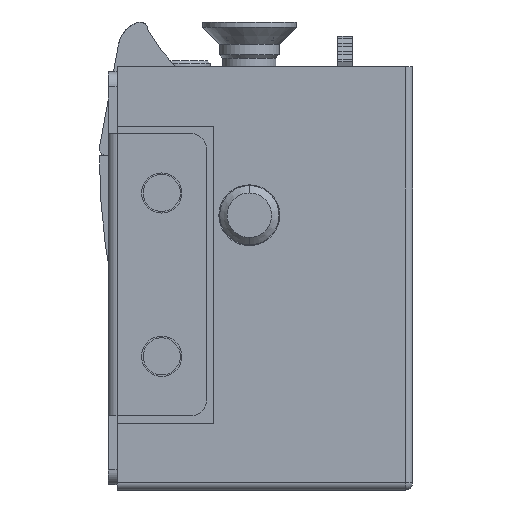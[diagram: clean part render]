
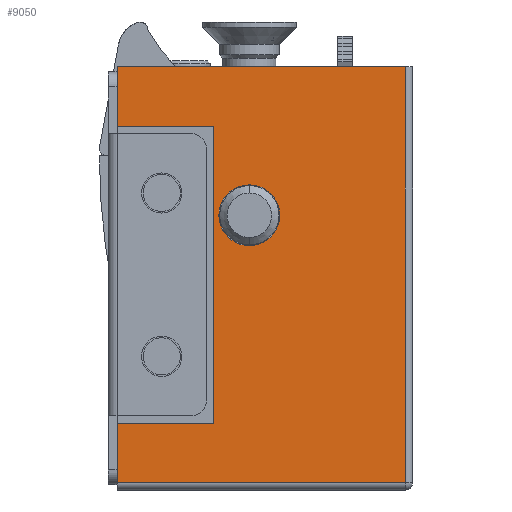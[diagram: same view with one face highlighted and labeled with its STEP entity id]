
A CAD part, front view. The second image highlights one B-rep face of the part: STEP entity #9050.
In plain terms, the highlighted planar face has unit normal (0, -1, 0).
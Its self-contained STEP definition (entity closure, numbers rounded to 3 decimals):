
#42 = LINE ( 'NONE', #11714, #5008 ) ;
#445 = DIRECTION ( 'NONE',  ( 0., 0., 1. ) ) ;
#489 = ORIENTED_EDGE ( 'NONE', *, *, #901, .F. ) ;
#509 = CARTESIAN_POINT ( 'NONE',  ( 0., 0., 24.5 ) ) ;
#596 = PLANE ( 'NONE',  #1330 ) ;
#643 = VECTOR ( 'NONE', #2564, 1000. ) ;
#901 = EDGE_CURVE ( 'NONE', #7902, #10773, #3647, .T. ) ;
#955 = VERTEX_POINT ( 'NONE', #4758 ) ;
#1004 = CARTESIAN_POINT ( 'NONE',  ( 0., 0., 24.5 ) ) ;
#1062 = DIRECTION ( 'NONE',  ( 1., 0., 0. ) ) ;
#1330 = AXIS2_PLACEMENT_3D ( 'NONE', #11370, #10181, #13454 ) ;
#1432 = DIRECTION ( 'NONE',  ( 0., -1., 0. ) ) ;
#1515 = VECTOR ( 'NONE', #445, 1000. ) ;
#1587 = LINE ( 'NONE', #13213, #643 ) ;
#1709 = ORIENTED_EDGE ( 'NONE', *, *, #10685, .T. ) ;
#1862 = AXIS2_PLACEMENT_3D ( 'NONE', #3039, #3255, #7288 ) ;
#1972 = EDGE_CURVE ( 'NONE', #6816, #11954, #42, .T. ) ;
#2047 = CARTESIAN_POINT ( 'NONE',  ( 0., 0., 4.5 ) ) ;
#2118 = CARTESIAN_POINT ( 'NONE',  ( 19.4, 0., 0.5 ) ) ;
#2490 = VECTOR ( 'NONE', #8921, 1000. ) ;
#2564 = DIRECTION ( 'NONE',  ( 0., 0., -1. ) ) ;
#2750 = FACE_BOUND ( 'NONE', #12527, .T. ) ;
#2890 = CARTESIAN_POINT ( 'NONE',  ( 8.9, 0., 16.45 ) ) ;
#3039 = CARTESIAN_POINT ( 'NONE',  ( 8.9, 0., 18.5 ) ) ;
#3255 = DIRECTION ( 'NONE',  ( 0., -1., 0. ) ) ;
#3452 = LINE ( 'NONE', #4764, #2490 ) ;
#3584 = DIRECTION ( 'NONE',  ( 1., 0., 0. ) ) ;
#3647 = LINE ( 'NONE', #509, #13619 ) ;
#4262 = VECTOR ( 'NONE', #12544, 1000. ) ;
#4370 = VERTEX_POINT ( 'NONE', #10224 ) ;
#4379 = EDGE_CURVE ( 'NONE', #11954, #6733, #5027, .T. ) ;
#4691 = LINE ( 'NONE', #13038, #1515 ) ;
#4758 = CARTESIAN_POINT ( 'NONE',  ( 0., 0., 4.5 ) ) ;
#4764 = CARTESIAN_POINT ( 'NONE',  ( 0., 0., 28.5 ) ) ;
#4901 = CARTESIAN_POINT ( 'NONE',  ( 0., 0., 28.5 ) ) ;
#5008 = VECTOR ( 'NONE', #3584, 1000. ) ;
#5027 = LINE ( 'NONE', #10297, #12865 ) ;
#5700 = ORIENTED_EDGE ( 'NONE', *, *, #7881, .F. ) ;
#5884 = ORIENTED_EDGE ( 'NONE', *, *, #1972, .T. ) ;
#5888 = ORIENTED_EDGE ( 'NONE', *, *, #11988, .F. ) ;
#5994 = DIRECTION ( 'NONE',  ( -1., 0., 0. ) ) ;
#6293 = ORIENTED_EDGE ( 'NONE', *, *, #4379, .T. ) ;
#6355 = LINE ( 'NONE', #2047, #10036 ) ;
#6733 = VERTEX_POINT ( 'NONE', #10383 ) ;
#6816 = VERTEX_POINT ( 'NONE', #11705 ) ;
#6969 = EDGE_LOOP ( 'NONE', ( #13383, #5884, #6293, #10973, #1709, #489, #5700, #5888 ) ) ;
#7288 = DIRECTION ( 'NONE',  ( 0., 0., 1. ) ) ;
#7806 = AXIS2_PLACEMENT_3D ( 'NONE', #10118, #1432, #13123 ) ;
#7859 = CIRCLE ( 'NONE', #1862, 2.05 ) ;
#7881 = EDGE_CURVE ( 'NONE', #11461, #7902, #4691, .T. ) ;
#7902 = VERTEX_POINT ( 'NONE', #7955 ) ;
#7955 = CARTESIAN_POINT ( 'NONE',  ( 6.5, 0., 24.5 ) ) ;
#8311 = LINE ( 'NONE', #4901, #4262 ) ;
#8329 = CARTESIAN_POINT ( 'NONE',  ( 6.5, 0., 4.5 ) ) ;
#8639 = EDGE_CURVE ( 'NONE', #955, #6816, #1587, .T. ) ;
#8921 = DIRECTION ( 'NONE',  ( 1., 0., 0. ) ) ;
#9050 = ADVANCED_FACE ( 'NONE', ( #2750, #11228 ), #596, .F. ) ;
#9126 = CIRCLE ( 'NONE', #7806, 2.05 ) ;
#10036 = VECTOR ( 'NONE', #1062, 1000. ) ;
#10118 = CARTESIAN_POINT ( 'NONE',  ( 8.9, 0., 18.5 ) ) ;
#10181 = DIRECTION ( 'NONE',  ( 0., 1., 0. ) ) ;
#10224 = CARTESIAN_POINT ( 'NONE',  ( 8.9, 0., 20.55 ) ) ;
#10297 = CARTESIAN_POINT ( 'NONE',  ( 19.4, 0., 28.5 ) ) ;
#10383 = CARTESIAN_POINT ( 'NONE',  ( 19.4, 0., 28.5 ) ) ;
#10559 = EDGE_CURVE ( 'NONE', #13195, #6733, #3452, .T. ) ;
#10685 = EDGE_CURVE ( 'NONE', #13195, #10773, #8311, .T. ) ;
#10773 = VERTEX_POINT ( 'NONE', #1004 ) ;
#10973 = ORIENTED_EDGE ( 'NONE', *, *, #10559, .F. ) ;
#11228 = FACE_OUTER_BOUND ( 'NONE', #6969, .T. ) ;
#11287 = EDGE_CURVE ( 'NONE', #4370, #11453, #9126, .T. ) ;
#11370 = CARTESIAN_POINT ( 'NONE',  ( 0., 0., 28.5 ) ) ;
#11453 = VERTEX_POINT ( 'NONE', #2890 ) ;
#11461 = VERTEX_POINT ( 'NONE', #8329 ) ;
#11705 = CARTESIAN_POINT ( 'NONE',  ( 0., 0., 0.5 ) ) ;
#11714 = CARTESIAN_POINT ( 'NONE',  ( 19.9, 0., 0.5 ) ) ;
#11954 = VERTEX_POINT ( 'NONE', #2118 ) ;
#11988 = EDGE_CURVE ( 'NONE', #955, #11461, #6355, .T. ) ;
#12527 = EDGE_LOOP ( 'NONE', ( #12873, #13597 ) ) ;
#12544 = DIRECTION ( 'NONE',  ( 0., 0., -1. ) ) ;
#12591 = DIRECTION ( 'NONE',  ( 0., 0., 1. ) ) ;
#12765 = CARTESIAN_POINT ( 'NONE',  ( 0., 0., 28.5 ) ) ;
#12865 = VECTOR ( 'NONE', #12591, 1000. ) ;
#12873 = ORIENTED_EDGE ( 'NONE', *, *, #11287, .F. ) ;
#13038 = CARTESIAN_POINT ( 'NONE',  ( 6.5, 0., 24.5 ) ) ;
#13123 = DIRECTION ( 'NONE',  ( 0., 0., 1. ) ) ;
#13195 = VERTEX_POINT ( 'NONE', #12765 ) ;
#13213 = CARTESIAN_POINT ( 'NONE',  ( 0., 0., 28.5 ) ) ;
#13383 = ORIENTED_EDGE ( 'NONE', *, *, #8639, .T. ) ;
#13454 = DIRECTION ( 'NONE',  ( 0., 0., 1. ) ) ;
#13597 = ORIENTED_EDGE ( 'NONE', *, *, #13698, .F. ) ;
#13619 = VECTOR ( 'NONE', #5994, 1000. ) ;
#13698 = EDGE_CURVE ( 'NONE', #11453, #4370, #7859, .T. ) ;
